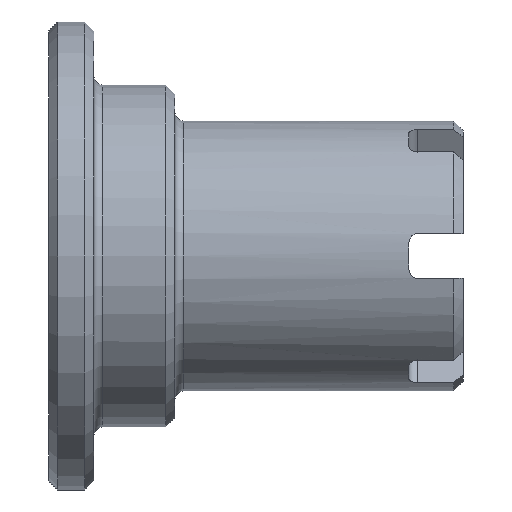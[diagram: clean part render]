
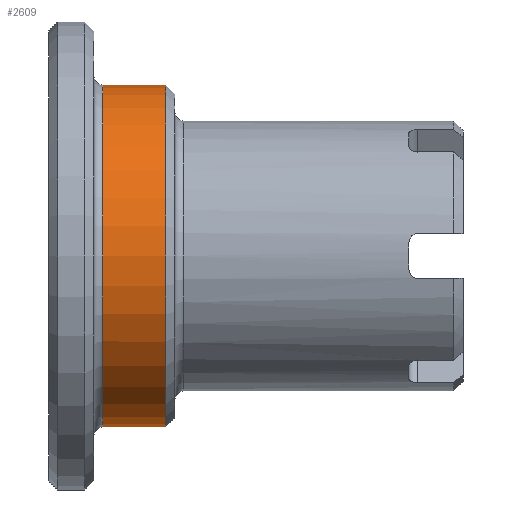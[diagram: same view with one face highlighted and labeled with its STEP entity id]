
A CAD part, front view. The second image highlights one B-rep face of the part: STEP entity #2609.
In plain terms, the highlighted cylindrical face has radius 9.5 mm (diameter 19 mm), a partial arc.
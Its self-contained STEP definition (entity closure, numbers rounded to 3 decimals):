
#99 = CARTESIAN_POINT ( 'NONE',  ( -193.04, 0., 0. ) ) ;
#124 = CARTESIAN_POINT ( 'NONE',  ( -193.04, 0., 9.5 ) ) ;
#144 = CARTESIAN_POINT ( 'NONE',  ( -193.04, 0., -9.5 ) ) ;
#363 = DIRECTION ( 'NONE',  ( 0., 0., 1. ) ) ;
#452 = ORIENTED_EDGE ( 'NONE', *, *, #4657, .T. ) ;
#501 = VERTEX_POINT ( 'NONE', #4380 ) ;
#662 = AXIS2_PLACEMENT_3D ( 'NONE', #99, #1359, #1723 ) ;
#1118 = CARTESIAN_POINT ( 'NONE',  ( -77., 0., 9.5 ) ) ;
#1359 = DIRECTION ( 'NONE',  ( -1., 0., 0. ) ) ;
#1409 = FACE_OUTER_BOUND ( 'NONE', #2973, .T. ) ;
#1543 = DIRECTION ( 'NONE',  ( 1., 0., 0. ) ) ;
#1721 = VERTEX_POINT ( 'NONE', #4229 ) ;
#1723 = DIRECTION ( 'NONE',  ( 0., 0., 1. ) ) ;
#2333 = VERTEX_POINT ( 'NONE', #3184 ) ;
#2339 = EDGE_CURVE ( 'NONE', #2727, #1721, #4588, .T. ) ;
#2513 = EDGE_CURVE ( 'NONE', #2333, #1721, #3399, .T. ) ;
#2609 = ADVANCED_FACE ( 'NONE', ( #1409 ), #4271, .T. ) ;
#2727 = VERTEX_POINT ( 'NONE', #1118 ) ;
#2735 = DIRECTION ( 'NONE',  ( -1., 0., 0. ) ) ;
#2746 = ORIENTED_EDGE ( 'NONE', *, *, #2339, .T. ) ;
#2798 = VECTOR ( 'NONE', #4595, 1000. ) ;
#2829 = ORIENTED_EDGE ( 'NONE', *, *, #4899, .T. ) ;
#2939 = LINE ( 'NONE', #124, #4678 ) ;
#2971 = AXIS2_PLACEMENT_3D ( 'NONE', #4801, #1543, #363 ) ;
#2973 = EDGE_LOOP ( 'NONE', ( #3154, #452, #2829, #2746 ) ) ;
#3154 = ORIENTED_EDGE ( 'NONE', *, *, #2513, .F. ) ;
#3184 = CARTESIAN_POINT ( 'NONE',  ( -73.5, 0., -9.5 ) ) ;
#3399 = LINE ( 'NONE', #144, #2798 ) ;
#3631 = CARTESIAN_POINT ( 'NONE',  ( -73.5, 0., 0. ) ) ;
#4163 = AXIS2_PLACEMENT_3D ( 'NONE', #3631, #2735, #4354 ) ;
#4170 = DIRECTION ( 'NONE',  ( -1., 0., 0. ) ) ;
#4229 = CARTESIAN_POINT ( 'NONE',  ( -77., 0., -9.5 ) ) ;
#4271 = CYLINDRICAL_SURFACE ( 'NONE', #662, 9.5 ) ;
#4354 = DIRECTION ( 'NONE',  ( 0., 0., 1. ) ) ;
#4380 = CARTESIAN_POINT ( 'NONE',  ( -73.5, 0., 9.5 ) ) ;
#4421 = CIRCLE ( 'NONE', #4163, 9.5 ) ;
#4588 = CIRCLE ( 'NONE', #2971, 9.5 ) ;
#4595 = DIRECTION ( 'NONE',  ( -1., 0., 0. ) ) ;
#4657 = EDGE_CURVE ( 'NONE', #2333, #501, #4421, .T. ) ;
#4678 = VECTOR ( 'NONE', #4170, 1000. ) ;
#4801 = CARTESIAN_POINT ( 'NONE',  ( -77., 0., 0. ) ) ;
#4899 = EDGE_CURVE ( 'NONE', #501, #2727, #2939, .T. ) ;
